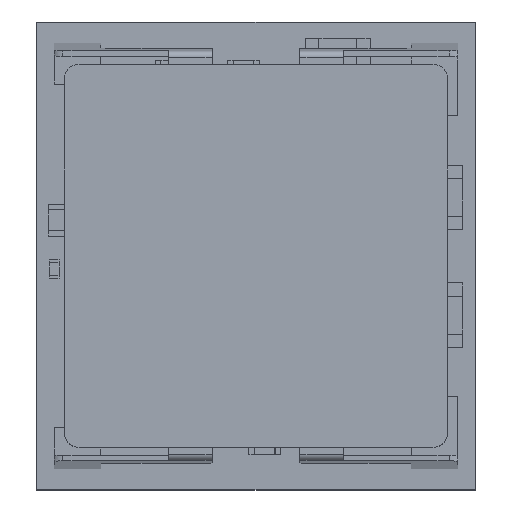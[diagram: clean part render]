
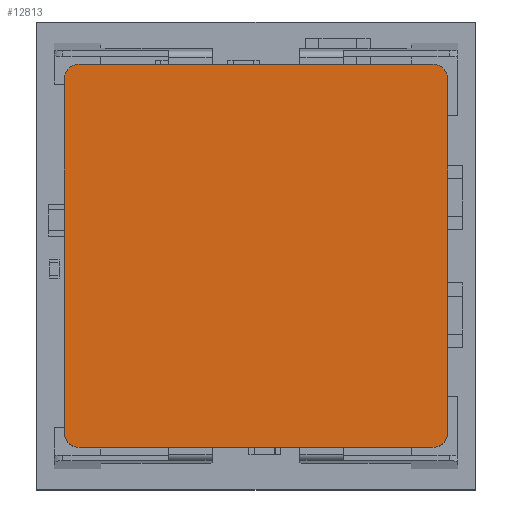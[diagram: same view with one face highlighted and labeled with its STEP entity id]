
A CAD part, top view. The second image highlights one B-rep face of the part: STEP entity #12813.
In plain terms, the highlighted planar face has unit normal (0, 0, 1).
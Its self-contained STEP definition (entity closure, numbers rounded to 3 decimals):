
#12582=CARTESIAN_POINT('',(-6.05,-6.05,5.2));
#12583=DIRECTION('',(0.,0.,1.));
#12584=DIRECTION('',(-1.,0.,0.));
#12585=AXIS2_PLACEMENT_3D('',#12582,#12583,#12584);
#12590=DIRECTION('',(0.,-1.,0.));
#12591=VECTOR('',#12590,12.1);
#12592=CARTESIAN_POINT('',(-6.55,6.05,5.2));
#12593=LINE('',#12592,#12591);
#12597=CARTESIAN_POINT('',(-6.05,6.05,5.2));
#12598=DIRECTION('',(0.,0.,1.));
#12599=DIRECTION('',(0.,1.,0.));
#12600=AXIS2_PLACEMENT_3D('',#12597,#12598,#12599);
#12605=DIRECTION('',(-1.,0.,0.));
#12606=VECTOR('',#12605,12.1);
#12607=CARTESIAN_POINT('',(6.05,6.55,5.2));
#12608=LINE('',#12607,#12606);
#12612=CARTESIAN_POINT('',(6.05,6.05,5.2));
#12613=DIRECTION('',(0.,0.,1.));
#12614=DIRECTION('',(1.,0.,0.));
#12615=AXIS2_PLACEMENT_3D('',#12612,#12613,#12614);
#12620=DIRECTION('',(0.,1.,0.));
#12621=VECTOR('',#12620,12.1);
#12622=CARTESIAN_POINT('',(6.55,-6.05,5.2));
#12623=LINE('',#12622,#12621);
#12627=CARTESIAN_POINT('',(6.05,-6.05,5.2));
#12628=DIRECTION('',(0.,0.,1.));
#12629=DIRECTION('',(0.,-1.,0.));
#12630=AXIS2_PLACEMENT_3D('',#12627,#12628,#12629);
#12635=DIRECTION('',(1.,0.,0.));
#12636=VECTOR('',#12635,12.1);
#12637=CARTESIAN_POINT('',(-6.05,-6.55,5.2));
#12638=LINE('',#12637,#12636);
#12758=CARTESIAN_POINT('',(-6.55,-6.05,5.2));
#12759=CARTESIAN_POINT('',(-6.05,-6.55,5.2));
#12760=VERTEX_POINT('',#12758);
#12761=VERTEX_POINT('',#12759);
#12778=CARTESIAN_POINT('',(-6.55,6.05,5.2));
#12779=VERTEX_POINT('',#12778);
#12780=CARTESIAN_POINT('',(-6.05,6.55,5.2));
#12781=VERTEX_POINT('',#12780);
#12782=CARTESIAN_POINT('',(6.05,-6.55,5.2));
#12783=CARTESIAN_POINT('',(6.55,-6.05,5.2));
#12784=VERTEX_POINT('',#12782);
#12785=VERTEX_POINT('',#12783);
#12786=CARTESIAN_POINT('',(6.55,6.05,5.2));
#12787=VERTEX_POINT('',#12786);
#12788=CARTESIAN_POINT('',(6.05,6.55,5.2));
#12789=VERTEX_POINT('',#12788);
#12790=CARTESIAN_POINT('',(0.,0.,5.2));
#12791=DIRECTION('',(0.,0.,1.));
#12792=DIRECTION('',(1.,0.,0.));
#12793=AXIS2_PLACEMENT_3D('',#12790,#12791,#12792);
#12794=PLANE('',#12793);
#12796=ORIENTED_EDGE('',*,*,#12795,.F.);
#12798=ORIENTED_EDGE('',*,*,#12797,.F.);
#12800=ORIENTED_EDGE('',*,*,#12799,.F.);
#12802=ORIENTED_EDGE('',*,*,#12801,.F.);
#12804=ORIENTED_EDGE('',*,*,#12803,.F.);
#12806=ORIENTED_EDGE('',*,*,#12805,.F.);
#12808=ORIENTED_EDGE('',*,*,#12807,.F.);
#12810=ORIENTED_EDGE('',*,*,#12809,.F.);
#12811=EDGE_LOOP('',(#12796,#12798,#12800,#12802,#12804,#12806,#12808,#12810));
#12812=FACE_OUTER_BOUND('',#12811,.F.);
#12586=CIRCLE('',#12585,0.5);
#12601=CIRCLE('',#12600,0.5);
#12616=CIRCLE('',#12615,0.5);
#12631=CIRCLE('',#12630,0.5);
#12795=EDGE_CURVE('',#12760,#12761,#12586,.T.);
#12797=EDGE_CURVE('',#12779,#12760,#12593,.T.);
#12799=EDGE_CURVE('',#12781,#12779,#12601,.T.);
#12801=EDGE_CURVE('',#12789,#12781,#12608,.T.);
#12803=EDGE_CURVE('',#12787,#12789,#12616,.T.);
#12805=EDGE_CURVE('',#12785,#12787,#12623,.T.);
#12807=EDGE_CURVE('',#12784,#12785,#12631,.T.);
#12809=EDGE_CURVE('',#12761,#12784,#12638,.T.);
#12813=ADVANCED_FACE('',(#12812),#12794,.T.);
